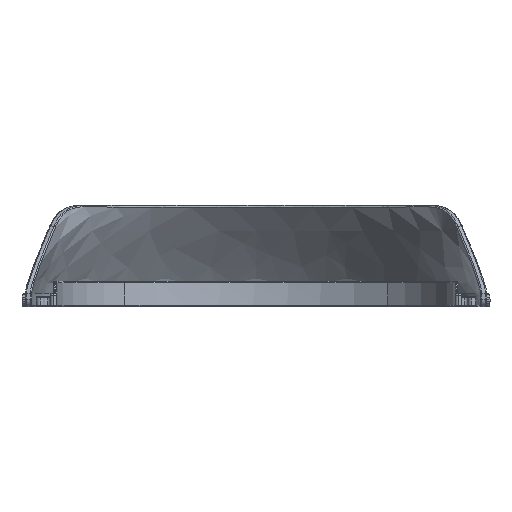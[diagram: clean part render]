
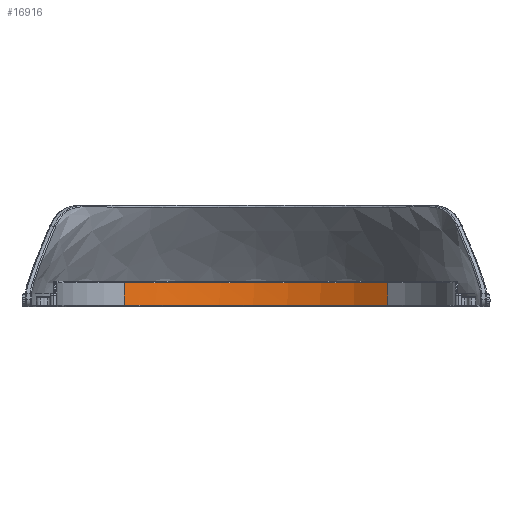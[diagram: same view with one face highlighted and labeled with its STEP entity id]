
A CAD part, front view. The second image highlights one B-rep face of the part: STEP entity #16916.
In plain terms, the highlighted free-form (B-spline) face has degree [1, 2] with [2, 3] control points.
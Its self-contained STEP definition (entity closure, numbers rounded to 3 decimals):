
#10111=CARTESIAN_POINT('Vertex',(-52.065,52.065,0.5)) ;
#11515=CARTESIAN_POINT('Vertex',(52.065,52.065,9.5)) ;
#11519=CARTESIAN_POINT('Control Point',(52.065,52.065,0.5)) ;
#11520=CARTESIAN_POINT('Control Point',(52.065,52.065,9.5)) ;
#11521=CARTESIAN_POINT('Vertex',(52.065,52.065,0.5)) ;
#15989=CARTESIAN_POINT('Control Point',(52.065,52.065,0.5)) ;
#15990=CARTESIAN_POINT('Control Point',(0.,89.392,0.5)) ;
#15991=CARTESIAN_POINT('Control Point',(-52.065,52.065,0.5)) ;
#16013=CARTESIAN_POINT('Vertex',(-52.065,52.065,9.5)) ;
#16021=CARTESIAN_POINT('Control Point',(-52.065,52.065,0.5)) ;
#16022=CARTESIAN_POINT('Control Point',(-52.065,52.065,9.5)) ;
#16899=CARTESIAN_POINT('Control Point',(52.065,52.065,0.5)) ;
#16900=CARTESIAN_POINT('Control Point',(0.,89.392,0.5)) ;
#16901=CARTESIAN_POINT('Control Point',(-52.065,52.065,0.5)) ;
#16902=CARTESIAN_POINT('Control Point',(52.065,52.065,9.5)) ;
#16903=CARTESIAN_POINT('Control Point',(0.,89.392,9.5)) ;
#16904=CARTESIAN_POINT('Control Point',(-52.065,52.065,9.5)) ;
#16906=CARTESIAN_POINT('Control Point',(52.065,52.065,9.5)) ;
#16907=CARTESIAN_POINT('Control Point',(0.,89.392,9.5)) ;
#16908=CARTESIAN_POINT('Control Point',(-52.065,52.065,9.5)) ;
#16911=ORIENTED_EDGE('',*,*,#16909,.F.) ;
#16912=ORIENTED_EDGE('',*,*,#16023,.F.) ;
#16913=ORIENTED_EDGE('',*,*,#15992,.F.) ;
#16914=ORIENTED_EDGE('',*,*,#11523,.T.) ;
#16916=ADVANCED_FACE('900K_NW',(#16915),#16898,.T.) ;
#11523=EDGE_CURVE('',#11522,#11516,#11518,.T.) ;
#15992=EDGE_CURVE('',#11522,#10112,#15988,.T.) ;
#16023=EDGE_CURVE('',#10112,#16014,#16020,.T.) ;
#16909=EDGE_CURVE('',#16014,#11516,#16905,.F.) ;
#16910=EDGE_LOOP('',(#16911,#16912,#16913,#16914)) ;
#16915=FACE_OUTER_BOUND('',#16910,.T.) ;
#10112=VERTEX_POINT('',#10111) ;
#11516=VERTEX_POINT('',#11515) ;
#11522=VERTEX_POINT('',#11521) ;
#16014=VERTEX_POINT('',#16013) ;
#11518=(BOUNDED_CURVE()B_SPLINE_CURVE(1,(#11519,#11520),.UNSPECIFIED.,.F.,.U.)B_SPLINE_CURVE_WITH_KNOTS((2,2),(0.008,9.008),.UNSPECIFIED.)CURVE()GEOMETRIC_REPRESENTATION_ITEM()RATIONAL_B_SPLINE_CURVE((1.,1.))REPRESENTATION_ITEM('')) ;
#15988=(BOUNDED_CURVE()B_SPLINE_CURVE(2,(#15989,#15990,#15991),.UNSPECIFIED.,.F.,.U.)B_SPLINE_CURVE_WITH_KNOTS((3,3),(0.949,133.009),.UNSPECIFIED.)CURVE()GEOMETRIC_REPRESENTATION_ITEM()RATIONAL_B_SPLINE_CURVE((1.,0.798,0.965))REPRESENTATION_ITEM('')) ;
#16020=(BOUNDED_CURVE()B_SPLINE_CURVE(1,(#16021,#16022),.UNSPECIFIED.,.F.,.U.)B_SPLINE_CURVE_WITH_KNOTS((2,2),(0.008,9.008),.UNSPECIFIED.)CURVE()GEOMETRIC_REPRESENTATION_ITEM()RATIONAL_B_SPLINE_CURVE((1.,1.))REPRESENTATION_ITEM('')) ;
#16905=(BOUNDED_CURVE()B_SPLINE_CURVE(2,(#16906,#16907,#16908),.UNSPECIFIED.,.F.,.U.)B_SPLINE_CURVE_WITH_KNOTS((3,3),(0.,128.126),.UNSPECIFIED.)CURVE()GEOMETRIC_REPRESENTATION_ITEM()RATIONAL_B_SPLINE_CURVE((1.,0.813,1.))REPRESENTATION_ITEM('')) ;
#16898=(BOUNDED_SURFACE()B_SPLINE_SURFACE(1,2,((#16899,#16900,#16901),(#16902,#16903,#16904)),.UNSPECIFIED.,.F.,.F.,.U.)B_SPLINE_SURFACE_WITH_KNOTS((2,2),(3,3),(0.006,9.006),(0.,128.126),.UNSPECIFIED.)GEOMETRIC_REPRESENTATION_ITEM()RATIONAL_B_SPLINE_SURFACE(((1.,0.813,1.),(1.,0.813,1.)))REPRESENTATION_ITEM('Rational BSpline Surface')SURFACE()) ;
